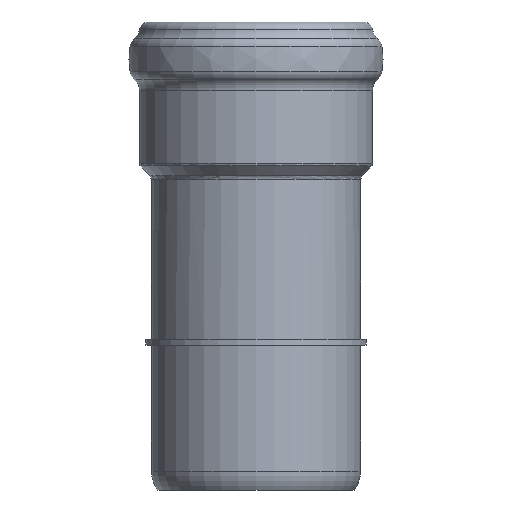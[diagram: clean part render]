
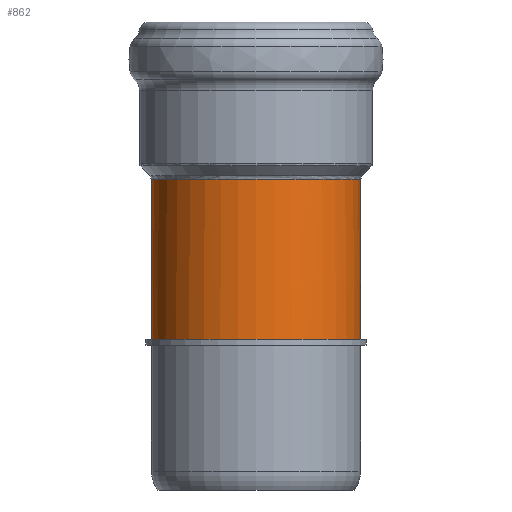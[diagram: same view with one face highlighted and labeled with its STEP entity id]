
A CAD part, left-side view. The second image highlights one B-rep face of the part: STEP entity #862.
In plain terms, the highlighted cylindrical face has radius 39 mm (diameter 78 mm), a full revolution.
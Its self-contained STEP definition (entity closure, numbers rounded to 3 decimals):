
#64=B_SPLINE_CURVE_WITH_KNOTS('',3,(#1437,#1438,#1439,#1440,#1441,#1442,
#1443,#1444,#1445,#1446,#1447,#1448,#1449,#1450,#1451,#1452,#1453,#1454,
#1455,#1456,#1457,#1458,#1459,#1460,#1461,#1462,#1463,#1464,#1465,#1466,
#1467,#1468,#1469,#1470,#1471,#1472,#1473,#1474,#1475,#1476),
 .UNSPECIFIED.,.F.,.F.,(4,2,2,2,2,2,2,2,2,2,2,2,2,2,2,2,2,2,2,4),(-9.382,
-8.97,-8.504,-8.145,-7.527,
-6.496,-6.298,-5.672,-5.123,
-4.848,-4.512,-4.024,-3.997,
-3.199,-3.071,-2.89,-2.581,
-1.963,-1.892,-0.942),.UNSPECIFIED.);
#65=B_SPLINE_CURVE_WITH_KNOTS('',3,(#1479,#1480,#1481,#1482,#1483,#1484,
#1485,#1486,#1487,#1488,#1489,#1490,#1491,#1492,#1493,#1494,#1495,#1496,
#1497,#1498,#1499,#1500,#1501,#1502,#1503,#1504,#1505,#1506,#1507,#1508,
#1509,#1510,#1511,#1512,#1513,#1514),.UNSPECIFIED.,.F.,.F.,(4,2,2,2,2,2,
2,2,2,2,2,2,2,2,2,2,2,4),(-17.822,-16.872,-16.801,
-15.693,-15.565,-14.767,-14.74,
-14.252,-13.916,-13.641,-13.092,
-12.466,-11.443,-11.238,-10.618,
-10.26,-9.794,-9.382),.UNSPECIFIED.);
#84=LINE('',#1435,#108);
#85=LINE('',#1477,#109);
#86=LINE('',#1515,#110);
#108=VECTOR('',#1112,10.);
#109=VECTOR('',#1113,39.);
#110=VECTOR('',#1114,10.);
#132=CYLINDRICAL_SURFACE('',#948,39.);
#152=FACE_OUTER_BOUND('',#213,.T.);
#213=EDGE_LOOP('',(#586,#587,#588,#589,#590,#591,#592,#593));
#273=CIRCLE('',#947,39.);
#274=CIRCLE('',#949,39.);
#361=VERTEX_POINT('',#1428);
#362=VERTEX_POINT('',#1431);
#363=VERTEX_POINT('',#1432);
#364=VERTEX_POINT('',#1434);
#365=VERTEX_POINT('',#1436);
#366=VERTEX_POINT('',#1478);
#443=EDGE_CURVE('',#361,#361,#273,.T.);
#444=EDGE_CURVE('',#362,#363,#274,.T.);
#445=EDGE_CURVE('',#362,#364,#84,.T.);
#446=EDGE_CURVE('',#365,#364,#64,.T.);
#447=EDGE_CURVE('',#365,#361,#85,.T.);
#448=EDGE_CURVE('',#366,#365,#65,.T.);
#449=EDGE_CURVE('',#363,#366,#86,.T.);
#586=ORIENTED_EDGE('',*,*,#444,.F.);
#587=ORIENTED_EDGE('',*,*,#445,.T.);
#588=ORIENTED_EDGE('',*,*,#446,.F.);
#589=ORIENTED_EDGE('',*,*,#447,.T.);
#590=ORIENTED_EDGE('',*,*,#443,.T.);
#591=ORIENTED_EDGE('',*,*,#447,.F.);
#592=ORIENTED_EDGE('',*,*,#448,.F.);
#593=ORIENTED_EDGE('',*,*,#449,.F.);
#862=ADVANCED_FACE('',(#152),#132,.T.);
#947=AXIS2_PLACEMENT_3D('',#1429,#1106,#1107);
#948=AXIS2_PLACEMENT_3D('',#1430,#1108,#1109);
#949=AXIS2_PLACEMENT_3D('',#1433,#1110,#1111);
#1106=DIRECTION('center_axis',(0.,0.,1.));
#1107=DIRECTION('ref_axis',(-1.,0.,0.));
#1108=DIRECTION('center_axis',(0.,0.,1.));
#1109=DIRECTION('ref_axis',(-1.,0.,0.));
#1110=DIRECTION('center_axis',(0.,0.,1.));
#1111=DIRECTION('ref_axis',(-1.,0.,0.));
#1112=DIRECTION('',(-0.368,0.835,-0.41));
#1113=DIRECTION('',(0.,0.,-1.));
#1114=DIRECTION('',(-0.342,-0.776,-0.53));
#1428=CARTESIAN_POINT('',(39.,0.,56.2));
#1429=CARTESIAN_POINT('Origin',(0.,0.,56.2));
#1430=CARTESIAN_POINT('Origin',(0.,0.,0.));
#1431=CARTESIAN_POINT('',(35.692,15.718,115.889));
#1432=CARTESIAN_POINT('',(35.692,-15.719,115.892));
#1433=CARTESIAN_POINT('Origin',(0.,0.,115.892));
#1434=CARTESIAN_POINT('',(35.687,15.728,115.881));
#1435=CARTESIAN_POINT('',(35.708,15.684,115.903));
#1436=CARTESIAN_POINT('',(39.,0.,58.761));
#1437=CARTESIAN_POINT('Ctrl Pts',(39.,0.,
58.761));
#1438=CARTESIAN_POINT('Ctrl Pts',(38.999,1.308,58.761));
#1439=CARTESIAN_POINT('Ctrl Pts',(38.934,2.616,58.848));
#1440=CARTESIAN_POINT('Ctrl Pts',(38.658,5.362,59.222));
#1441=CARTESIAN_POINT('Ctrl Pts',(38.43,6.795,59.533));
#1442=CARTESIAN_POINT('Ctrl Pts',(37.902,9.26,60.26));
#1443=CARTESIAN_POINT('Ctrl Pts',(37.63,10.312,60.637));
#1444=CARTESIAN_POINT('Ctrl Pts',(36.789,13.081,61.81));
#1445=CARTESIAN_POINT('Ctrl Pts',(36.149,14.734,62.711));
#1446=CARTESIAN_POINT('Ctrl Pts',(34.261,18.834,65.481));
#1447=CARTESIAN_POINT('Ctrl Pts',(32.896,21.078,67.584));
#1448=CARTESIAN_POINT('Ctrl Pts',(31.258,23.33,70.448));
#1449=CARTESIAN_POINT('Ctrl Pts',(30.993,23.68,70.921));
#1450=CARTESIAN_POINT('Ctrl Pts',(29.9,25.08,72.937));
#1451=CARTESIAN_POINT('Ctrl Pts',(29.086,26.005,74.576));
#1452=CARTESIAN_POINT('Ctrl Pts',(27.699,27.47,77.868));
#1453=CARTESIAN_POINT('Ctrl Pts',(27.107,28.044,79.495));
#1454=CARTESIAN_POINT('Ctrl Pts',(26.403,28.703,82.049));
#1455=CARTESIAN_POINT('Ctrl Pts',(26.198,28.89,82.92));
#1456=CARTESIAN_POINT('Ctrl Pts',(25.831,29.222,84.888));
#1457=CARTESIAN_POINT('Ctrl Pts',(25.687,29.349,85.993));
#1458=CARTESIAN_POINT('Ctrl Pts',(25.488,29.522,88.725));
#1459=CARTESIAN_POINT('Ctrl Pts',(25.504,29.504,90.365));
#1460=CARTESIAN_POINT('Ctrl Pts',(25.669,29.358,92.067));
#1461=CARTESIAN_POINT('Ctrl Pts',(25.678,29.35,92.155));
#1462=CARTESIAN_POINT('Ctrl Pts',(25.969,29.094,94.874));
#1463=CARTESIAN_POINT('Ctrl Pts',(26.609,28.536,97.415));
#1464=CARTESIAN_POINT('Ctrl Pts',(27.549,27.607,100.172));
#1465=CARTESIAN_POINT('Ctrl Pts',(27.683,27.473,100.549));
#1466=CARTESIAN_POINT('Ctrl Pts',(28.017,27.133,101.449));
#1467=CARTESIAN_POINT('Ctrl Pts',(28.22,26.921,101.967));
#1468=CARTESIAN_POINT('Ctrl Pts',(28.787,26.317,103.349));
#1469=CARTESIAN_POINT('Ctrl Pts',(29.162,25.902,104.197));
#1470=CARTESIAN_POINT('Ctrl Pts',(30.319,24.56,106.665));
#1471=CARTESIAN_POINT('Ctrl Pts',(31.128,23.538,108.21));
#1472=CARTESIAN_POINT('Ctrl Pts',(32.022,22.262,109.818));
#1473=CARTESIAN_POINT('Ctrl Pts',(32.114,22.13,109.981));
#1474=CARTESIAN_POINT('Ctrl Pts',(33.436,20.193,112.326));
#1475=CARTESIAN_POINT('Ctrl Pts',(34.642,18.099,114.264));
#1476=CARTESIAN_POINT('Ctrl Pts',(35.687,15.73,115.884));
#1477=CARTESIAN_POINT('',(39.,0.,0.));
#1478=CARTESIAN_POINT('',(35.688,-15.728,115.881));
#1479=CARTESIAN_POINT('Ctrl Pts',(35.687,-15.73,115.884));
#1480=CARTESIAN_POINT('Ctrl Pts',(34.643,-18.1,114.264));
#1481=CARTESIAN_POINT('Ctrl Pts',(33.44,-20.192,112.322));
#1482=CARTESIAN_POINT('Ctrl Pts',(32.115,-22.13,109.978));
#1483=CARTESIAN_POINT('Ctrl Pts',(32.023,-22.264,109.813));
#1484=CARTESIAN_POINT('Ctrl Pts',(30.489,-24.448,107.062));
#1485=CARTESIAN_POINT('Ctrl Pts',(29.018,-26.111,104.147));
#1486=CARTESIAN_POINT('Ctrl Pts',(27.684,-27.471,100.546));
#1487=CARTESIAN_POINT('Ctrl Pts',(27.55,-27.606,100.168));
#1488=CARTESIAN_POINT('Ctrl Pts',(26.611,-28.535,97.41));
#1489=CARTESIAN_POINT('Ctrl Pts',(25.97,-29.096,94.872));
#1490=CARTESIAN_POINT('Ctrl Pts',(25.679,-29.352,92.154));
#1491=CARTESIAN_POINT('Ctrl Pts',(25.67,-29.36,92.064));
#1492=CARTESIAN_POINT('Ctrl Pts',(25.505,-29.505,90.362));
#1493=CARTESIAN_POINT('Ctrl Pts',(25.489,-29.522,88.724));
#1494=CARTESIAN_POINT('Ctrl Pts',(25.684,-29.35,85.989));
#1495=CARTESIAN_POINT('Ctrl Pts',(25.828,-29.222,84.881));
#1496=CARTESIAN_POINT('Ctrl Pts',(26.198,-28.888,82.914));
#1497=CARTESIAN_POINT('Ctrl Pts',(26.404,-28.701,82.046));
#1498=CARTESIAN_POINT('Ctrl Pts',(27.111,-28.043,79.495));
#1499=CARTESIAN_POINT('Ctrl Pts',(27.706,-27.468,77.871));
#1500=CARTESIAN_POINT('Ctrl Pts',(29.092,-26.002,74.579));
#1501=CARTESIAN_POINT('Ctrl Pts',(29.898,-25.078,72.936));
#1502=CARTESIAN_POINT('Ctrl Pts',(32.082,-22.276,68.902));
#1503=CARTESIAN_POINT('Ctrl Pts',(33.482,-20.183,66.697));
#1504=CARTESIAN_POINT('Ctrl Pts',(34.97,-17.28,64.458));
#1505=CARTESIAN_POINT('Ctrl Pts',(35.211,-16.782,64.098));
#1506=CARTESIAN_POINT('Ctrl Pts',(36.152,-14.731,62.712));
#1507=CARTESIAN_POINT('Ctrl Pts',(36.789,-13.075,61.804));
#1508=CARTESIAN_POINT('Ctrl Pts',(37.627,-10.306,60.631));
#1509=CARTESIAN_POINT('Ctrl Pts',(37.9,-9.258,60.256));
#1510=CARTESIAN_POINT('Ctrl Pts',(38.43,-6.793,59.531));
#1511=CARTESIAN_POINT('Ctrl Pts',(38.66,-5.358,59.222));
#1512=CARTESIAN_POINT('Ctrl Pts',(38.936,-2.612,58.85));
#1513=CARTESIAN_POINT('Ctrl Pts',(39.,-1.306,58.762));
#1514=CARTESIAN_POINT('Ctrl Pts',(39.,0.,
58.761));
#1515=CARTESIAN_POINT('',(35.692,-15.719,115.892));
